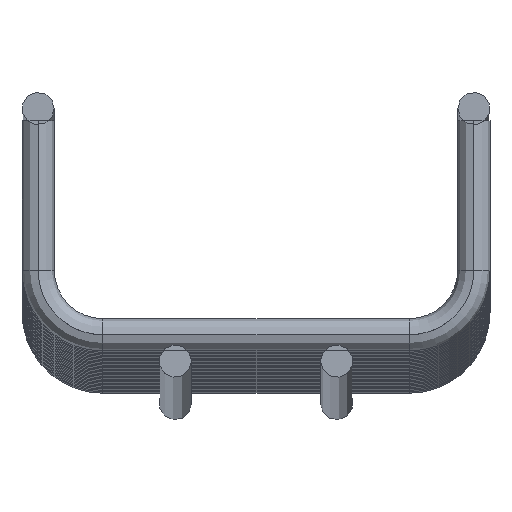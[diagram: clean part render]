
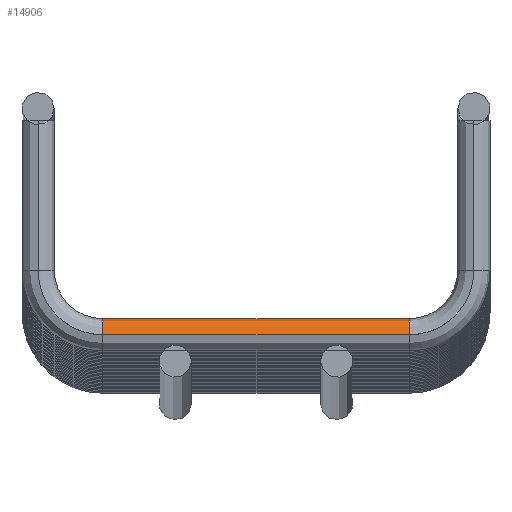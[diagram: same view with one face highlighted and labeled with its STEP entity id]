
A CAD part, top view. The second image highlights one B-rep face of the part: STEP entity #14906.
In plain terms, the highlighted cylindrical face has radius 2 mm (diameter 4 mm), a partial arc.
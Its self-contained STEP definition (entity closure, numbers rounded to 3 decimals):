
#661 = ORIENTED_EDGE ( 'NONE', *, *, #14653, .F. ) ;
#839 = AXIS2_PLACEMENT_3D ( 'NONE', #11289, #14076, #7226 ) ;
#1119 = EDGE_LOOP ( 'NONE', ( #1882, #4883, #661, #1711 ) ) ;
#1510 = VERTEX_POINT ( 'NONE', #10320 ) ;
#1639 = CIRCLE ( 'NONE', #6221, 2. ) ;
#1711 = ORIENTED_EDGE ( 'NONE', *, *, #9134, .F. ) ;
#1753 = CARTESIAN_POINT ( 'NONE',  ( 19., 2., 0. ) ) ;
#1882 = ORIENTED_EDGE ( 'NONE', *, *, #12680, .T. ) ;
#2570 = DIRECTION ( 'NONE',  ( 1., 0., 0. ) ) ;
#2705 = DIRECTION ( 'NONE',  ( -1., 0., 0. ) ) ;
#3475 = VERTEX_POINT ( 'NONE', #1753 ) ;
#3589 = CARTESIAN_POINT ( 'NONE',  ( -19., 2., 0. ) ) ;
#3857 = EDGE_CURVE ( 'NONE', #1510, #9970, #10103, .T. ) ;
#4140 = CYLINDRICAL_SURFACE ( 'NONE', #6387, 2. ) ;
#4883 = ORIENTED_EDGE ( 'NONE', *, *, #3857, .T. ) ;
#6221 = AXIS2_PLACEMENT_3D ( 'NONE', #6525, #2570, #8074 ) ;
#6387 = AXIS2_PLACEMENT_3D ( 'NONE', #9633, #2705, #8203 ) ;
#6525 = CARTESIAN_POINT ( 'NONE',  ( 19., 2., -2. ) ) ;
#7126 = DIRECTION ( 'NONE',  ( -1., 0., 0. ) ) ;
#7226 = DIRECTION ( 'NONE',  ( 0., 0., -1. ) ) ;
#7391 = DIRECTION ( 'NONE',  ( -1., 0., 0. ) ) ;
#7620 = VERTEX_POINT ( 'NONE', #10093 ) ;
#8074 = DIRECTION ( 'NONE',  ( 0., 0., -1. ) ) ;
#8203 = DIRECTION ( 'NONE',  ( 0., -1., 0. ) ) ;
#9134 = EDGE_CURVE ( 'NONE', #7620, #3475, #1639, .T. ) ;
#9633 = CARTESIAN_POINT ( 'NONE',  ( -29., 2., -2. ) ) ;
#9970 = VERTEX_POINT ( 'NONE', #3589 ) ;
#10093 = CARTESIAN_POINT ( 'NONE',  ( 19., 4., -2. ) ) ;
#10103 = CIRCLE ( 'NONE', #839, 2. ) ;
#10320 = CARTESIAN_POINT ( 'NONE',  ( -19., 4., -2. ) ) ;
#10351 = VECTOR ( 'NONE', #7126, 1000. ) ;
#11185 = LINE ( 'NONE', #16675, #10351 ) ;
#11289 = CARTESIAN_POINT ( 'NONE',  ( -19., 2., -2. ) ) ;
#12153 = VECTOR ( 'NONE', #7391, 1000. ) ;
#12680 = EDGE_CURVE ( 'NONE', #7620, #1510, #11185, .T. ) ;
#12881 = LINE ( 'NONE', #15682, #12153 ) ;
#14076 = DIRECTION ( 'NONE',  ( 1., 0., 0. ) ) ;
#14653 = EDGE_CURVE ( 'NONE', #3475, #9970, #12881, .T. ) ;
#14906 = ADVANCED_FACE ( 'NONE', ( #15400 ), #4140, .T. ) ;
#15400 = FACE_OUTER_BOUND ( 'NONE', #1119, .T. ) ;
#15682 = CARTESIAN_POINT ( 'NONE',  ( -19., 2., 0. ) ) ;
#16675 = CARTESIAN_POINT ( 'NONE',  ( -19., 4., -2. ) ) ;
